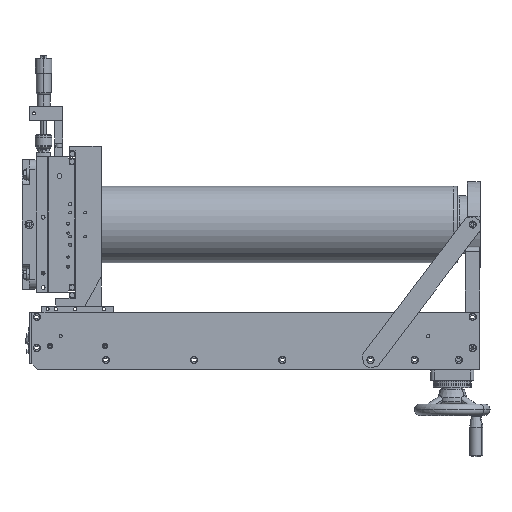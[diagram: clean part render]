
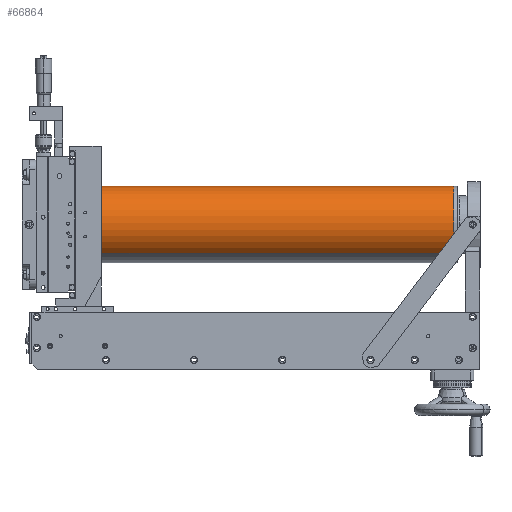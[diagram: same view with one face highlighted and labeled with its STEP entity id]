
A CAD part, left-side view. The second image highlights one B-rep face of the part: STEP entity #66864.
In plain terms, the highlighted cylindrical face has radius 50.8 mm (diameter 101.6 mm), a partial arc.
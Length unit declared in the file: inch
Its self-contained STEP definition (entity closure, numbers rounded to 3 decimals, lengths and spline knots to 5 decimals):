
#4331 = VERTEX_POINT ( 'NONE', #58225 ) ;
#5772 = ORIENTED_EDGE ( 'NONE', *, *, #38779, .F. ) ;
#5789 = ORIENTED_EDGE ( 'NONE', *, *, #19968, .T. ) ;
#6981 = CARTESIAN_POINT ( 'NONE',  ( 1.34125, 22.5, 1.48359 ) ) ;
#19968 = EDGE_CURVE ( 'NONE', #4331, #47880, #54072, .T. ) ;
#21755 = CARTESIAN_POINT ( 'NONE',  ( 1.34125, -1.07432, 1.48359 ) ) ;
#22217 = CIRCLE ( 'NONE', #68180, 2. ) ;
#23588 = LINE ( 'NONE', #21755, #77787 ) ;
#23621 = CARTESIAN_POINT ( 'NONE',  ( 1.34125, 1.4, 1.48359 ) ) ;
#23797 = AXIS2_PLACEMENT_3D ( 'NONE', #83887, #30377, #70099 ) ;
#30342 = FACE_OUTER_BOUND ( 'NONE', #70160, .T. ) ;
#30377 = DIRECTION ( 'NONE',  ( 0., -1., 0. ) ) ;
#34783 = VECTOR ( 'NONE', #76079, 39.37008 ) ;
#38779 = EDGE_CURVE ( 'NONE', #83169, #47880, #22217, .T. ) ;
#42966 = EDGE_CURVE ( 'NONE', #58594, #4331, #84725, .T. ) ;
#43074 = CARTESIAN_POINT ( 'NONE',  ( -1.34125, 1.4, -1.48359 ) ) ;
#45771 = CARTESIAN_POINT ( 'NONE',  ( 0., 1.4, 0. ) ) ;
#46093 = DIRECTION ( 'NONE',  ( 0., -1., 0. ) ) ;
#46434 = ORIENTED_EDGE ( 'NONE', *, *, #42966, .T. ) ;
#47880 = VERTEX_POINT ( 'NONE', #43074 ) ;
#54072 = LINE ( 'NONE', #82157, #34783 ) ;
#58225 = CARTESIAN_POINT ( 'NONE',  ( -1.34125, 22.5, -1.48359 ) ) ;
#58594 = VERTEX_POINT ( 'NONE', #6981 ) ;
#59043 = ORIENTED_EDGE ( 'NONE', *, *, #99732, .F. ) ;
#60196 = AXIS2_PLACEMENT_3D ( 'NONE', #93982, #92956, #70163 ) ;
#66864 = ADVANCED_FACE ( 'NONE', ( #30342 ), #74790, .T. ) ;
#68180 = AXIS2_PLACEMENT_3D ( 'NONE', #45771, #46093, #84791 ) ;
#70099 = DIRECTION ( 'NONE',  ( 0.671, 0., 0.742 ) ) ;
#70160 = EDGE_LOOP ( 'NONE', ( #46434, #5789, #5772, #59043 ) ) ;
#70163 = DIRECTION ( 'NONE',  ( 0.671, 0., 0.742 ) ) ;
#74790 = CYLINDRICAL_SURFACE ( 'NONE', #23797, 2. ) ;
#75675 = DIRECTION ( 'NONE',  ( 0., -1., 0. ) ) ;
#76079 = DIRECTION ( 'NONE',  ( 0., -1., 0. ) ) ;
#77787 = VECTOR ( 'NONE', #75675, 39.37008 ) ;
#82157 = CARTESIAN_POINT ( 'NONE',  ( -1.34125, -1.07432, -1.48359 ) ) ;
#83169 = VERTEX_POINT ( 'NONE', #23621 ) ;
#83887 = CARTESIAN_POINT ( 'NONE',  ( 0., -1.07432, 0. ) ) ;
#84725 = CIRCLE ( 'NONE', #60196, 2. ) ;
#84791 = DIRECTION ( 'NONE',  ( 0.671, 0., 0.742 ) ) ;
#92956 = DIRECTION ( 'NONE',  ( 0., -1., 0. ) ) ;
#93982 = CARTESIAN_POINT ( 'NONE',  ( 0., 22.5, 0. ) ) ;
#99732 = EDGE_CURVE ( 'NONE', #58594, #83169, #23588, .T. ) ;
